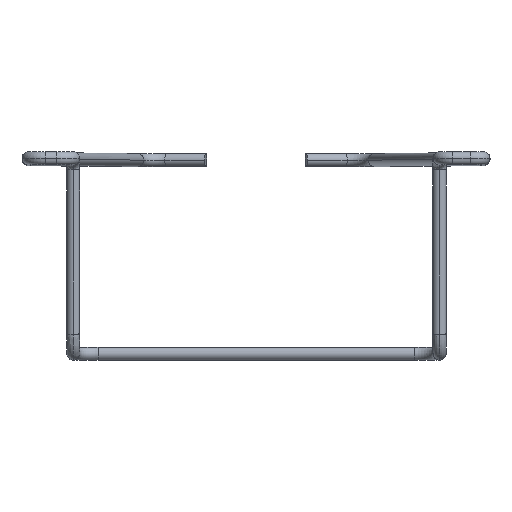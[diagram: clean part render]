
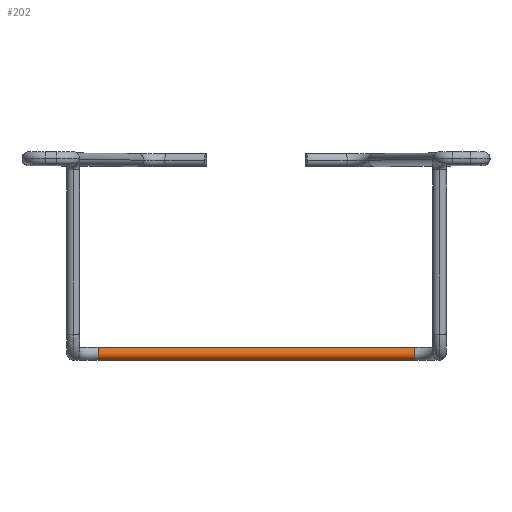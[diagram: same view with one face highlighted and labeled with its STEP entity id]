
A CAD part, top view. The second image highlights one B-rep face of the part: STEP entity #202.
In plain terms, the highlighted cylindrical face has radius 0.4 mm (diameter 0.8 mm), a partial arc.
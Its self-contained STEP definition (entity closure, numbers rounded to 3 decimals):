
#91=CYLINDRICAL_SURFACE('',#916,0.4);
#122=LINE('',#1705,#156);
#123=LINE('',#1709,#157);
#156=VECTOR('',#1109,1.);
#157=VECTOR('',#1112,1.);
#202=ADVANCED_FACE('',(#260),#91,.T.);
#260=FACE_OUTER_BOUND('',#316,.T.);
#316=EDGE_LOOP('',(#466,#467,#468,#469));
#466=ORIENTED_EDGE('',*,*,#721,.T.);
#467=ORIENTED_EDGE('',*,*,#722,.F.);
#468=ORIENTED_EDGE('',*,*,#719,.F.);
#469=ORIENTED_EDGE('',*,*,#716,.T.);
#622=VERTEX_POINT('',#1698);
#623=VERTEX_POINT('',#1700);
#624=VERTEX_POINT('',#1706);
#625=VERTEX_POINT('',#1708);
#716=EDGE_CURVE('',#623,#622,#815,.T.);
#719=EDGE_CURVE('',#623,#624,#122,.T.);
#721=EDGE_CURVE('',#622,#625,#123,.T.);
#722=EDGE_CURVE('',#624,#625,#819,.T.);
#815=CIRCLE('',#908,0.4);
#819=CIRCLE('',#915,0.4);
#908=AXIS2_PLACEMENT_3D('',#1699,#1099,#1100);
#915=AXIS2_PLACEMENT_3D('',#1711,#1115,#1116);
#916=AXIS2_PLACEMENT_3D('',#1712,#1117,#1118);
#1099=DIRECTION('',(1.,0.,0.));
#1100=DIRECTION('',(0.,1.,0.));
#1109=DIRECTION('',(1.,0.,0.));
#1112=DIRECTION('',(1.,0.,0.));
#1115=DIRECTION('',(1.,0.,0.));
#1116=DIRECTION('',(0.,1.,0.));
#1117=DIRECTION('',(1.,0.,0.));
#1118=DIRECTION('',(0.,-1.,0.));
#1698=CARTESIAN_POINT('',(-45.,-23.45,81.395));
#1699=CARTESIAN_POINT('',(-45.,-23.05,81.395));
#1700=CARTESIAN_POINT('',(-45.,-22.65,81.395));
#1705=CARTESIAN_POINT('',(-45.,-22.65,81.395));
#1706=CARTESIAN_POINT('',(-25.85,-22.65,81.395));
#1708=CARTESIAN_POINT('',(-25.85,-23.45,81.395));
#1709=CARTESIAN_POINT('',(-45.,-23.45,81.395));
#1711=CARTESIAN_POINT('',(-25.85,-23.05,81.395));
#1712=CARTESIAN_POINT('',(-45.,-23.05,81.395));
